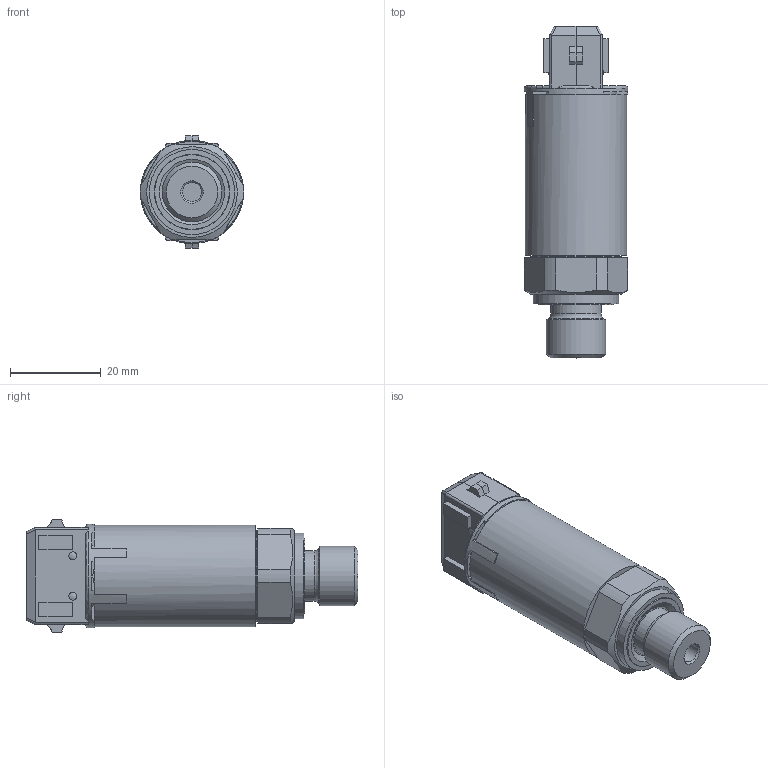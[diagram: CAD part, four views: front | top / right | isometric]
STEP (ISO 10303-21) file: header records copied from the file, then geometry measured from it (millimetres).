
FILE_DESCRIPTION(/* description */ (''),/* implementation_level */ '2;1');
FILE_NAME(/* name */ '511.9xxxxx24x.stp',/* time_stamp */ '2023-10-17T09:31:40+02:00',/* author */ (''),/* organization */ (''),/* preprocessor_version */ 'ST-DEVELOPER v18.102',/* originating_system */ 'SIEMENS PLM Software NX 2000',/* authorisation */ '');
FILE_SCHEMA (('AUTOMOTIVE_DESIGN { 1 0 10303 214 3 1 1 1 }'));
Length unit declared in the file: millimetre
Products named in the file (1): uch146D08F20nw6x
Bounding box: 22.8 x 73.25 x 24.75 mm (x, y, z)
Volume: 21890.2 mm3; surface area: 7135.4 mm2
Topology: 1 solids, 5 shells, 293 faces, 761 edges, 492 vertices
Faces by surface type: plane 177, cylinder 70, torus 15, sphere 14, cone 9, bspline 8
Full cylindrical faces by diameter (mm): 4.2 x1, 11.1 x1, 13.157 x1, 16.5 x1, 16.65 x1, 18.8 x1, 20 x1, 22.367 x1, 22.8 x1
Entity records: 11291 total; most frequent: CARTESIAN_POINT 2090, DIRECTION 1475, ORIENTED_EDGE 1468, EDGE_CURVE 734, AXIS2_PLACEMENT_3D 506, VERTEX_POINT 482, LINE 463, VECTOR 463
